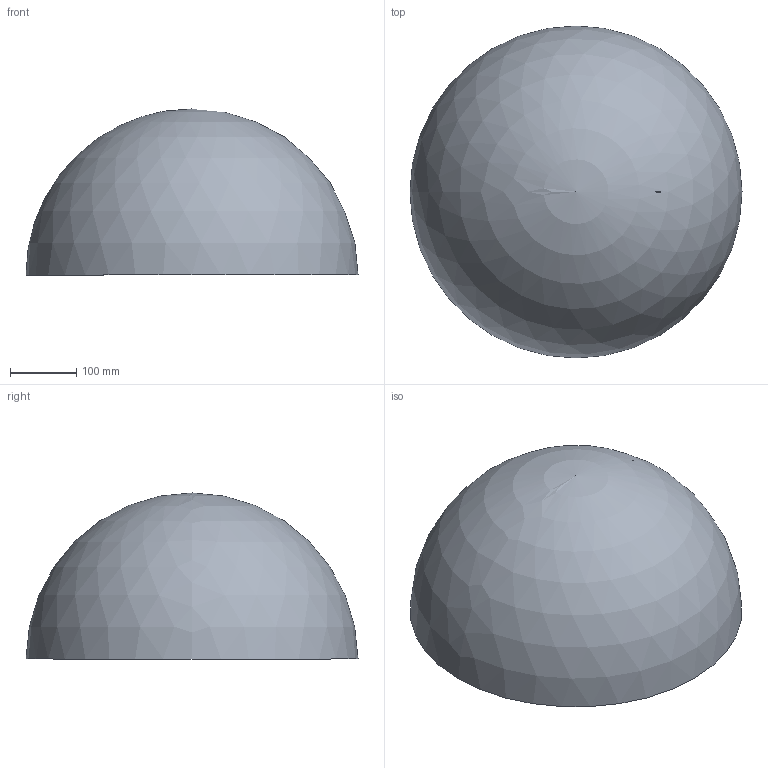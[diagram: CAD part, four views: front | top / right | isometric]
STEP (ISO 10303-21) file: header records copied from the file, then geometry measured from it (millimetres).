
FILE_DESCRIPTION (( 'STEP AP203' ), '1' );
FILE_NAME ('620500-VA.step', '2020-07-15T11:51:11', ( '' ), ( '' ), 'SwSTEP 2.0', 'SolidWorks 2018', '' );
FILE_SCHEMA (( 'CONFIG_CONTROL_DESIGN' ));
Length unit declared in the file: millimetre
Products named in the file (1): 620500-VA
Bounding box: 500 x 500 x 250 mm (x, y, z)
Volume: 779131.6 mm3; surface area: 782273.7 mm2
Topology: 1 solids, 1 shells, 217 faces, 575 edges, 384 vertices
Faces by surface type: bspline 98, plane 92, sphere 27
Entity records: 11049 total; most frequent: CARTESIAN_POINT 6086, ORIENTED_EDGE 1142, DIRECTION 801, EDGE_CURVE 571, VERTEX_POINT 382, AXIS2_PLACEMENT_3D 306, EDGE_LOOP 243, FACE_OUTER_BOUND 217
